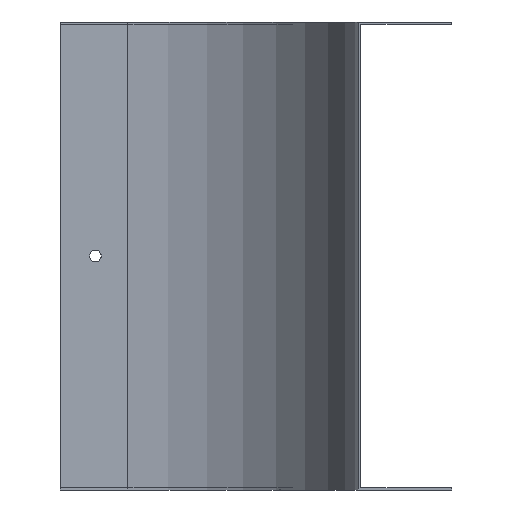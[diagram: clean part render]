
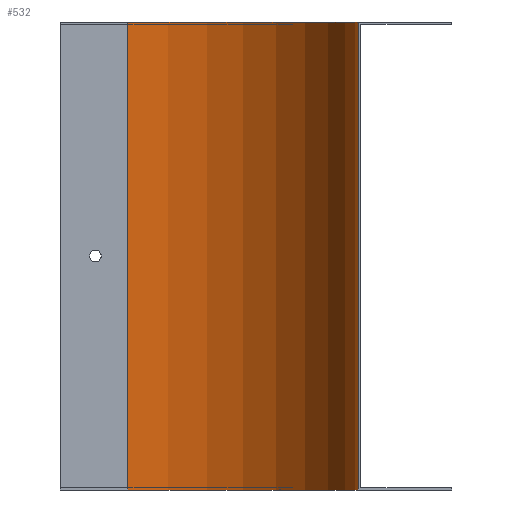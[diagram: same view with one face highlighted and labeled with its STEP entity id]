
A CAD part, left-side view. The second image highlights one B-rep face of the part: STEP entity #532.
In plain terms, the highlighted cylindrical face has radius 99 mm (diameter 198 mm), a partial arc.
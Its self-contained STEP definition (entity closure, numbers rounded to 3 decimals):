
#71 = AXIS2_PLACEMENT_3D ( 'NONE', #1038, #1037, #1036 ) ;
#91 = AXIS2_PLACEMENT_3D ( 'NONE', #1961, #1959, #1956 ) ;
#135 = EDGE_CURVE ( 'NONE', #406, #400, #748, .T. ) ;
#186 = EDGE_CURVE ( 'NONE', #999, #400, #1049, .T. ) ;
#235 = EDGE_CURVE ( 'NONE', #967, #406, #1101, .T. ) ;
#285 = EDGE_CURVE ( 'NONE', #967, #999, #1193, .T. ) ;
#327 = AXIS2_PLACEMENT_3D ( 'NONE', #1739, #1738, #1733 ) ;
#400 = VERTEX_POINT ( 'NONE', #1682 ) ;
#406 = VERTEX_POINT ( 'NONE', #1674 ) ;
#532 = ADVANCED_FACE ( 'NONE', ( #1209 ), #1219, .F. ) ;
#675 = EDGE_LOOP ( 'NONE', ( #1008, #1002, #1003, #1584 ) ) ;
#748 = LINE ( 'NONE', #1486, #752 ) ;
#752 = VECTOR ( 'NONE', #1499, 1000. ) ;
#967 = VERTEX_POINT ( 'NONE', #1778 ) ;
#999 = VERTEX_POINT ( 'NONE', #1809 ) ;
#1002 = ORIENTED_EDGE ( 'NONE', *, *, #135, .F. ) ;
#1003 = ORIENTED_EDGE ( 'NONE', *, *, #235, .F. ) ;
#1008 = ORIENTED_EDGE ( 'NONE', *, *, #186, .T. ) ;
#1036 = DIRECTION ( 'NONE',  ( -1., 0., 0. ) ) ;
#1037 = DIRECTION ( 'NONE',  ( 0., 0., 1. ) ) ;
#1038 = CARTESIAN_POINT ( 'NONE',  ( -140., 139., -200. ) ) ;
#1049 = CIRCLE ( 'NONE', #91, 99. ) ;
#1101 = CIRCLE ( 'NONE', #71, 99. ) ;
#1193 = LINE ( 'NONE', #1726, #1196 ) ;
#1196 = VECTOR ( 'NONE', #1725, 1000. ) ;
#1209 = FACE_OUTER_BOUND ( 'NONE', #675, .T. ) ;
#1219 = CYLINDRICAL_SURFACE ( 'NONE', #327, 99. ) ;
#1486 = CARTESIAN_POINT ( 'NONE',  ( -41., 139., -200. ) ) ;
#1499 = DIRECTION ( 'NONE',  ( 0., 0., 1. ) ) ;
#1584 = ORIENTED_EDGE ( 'NONE', *, *, #285, .T. ) ;
#1674 = CARTESIAN_POINT ( 'NONE',  ( -41., 139., -200. ) ) ;
#1682 = CARTESIAN_POINT ( 'NONE',  ( -41., 139., 1. ) ) ;
#1725 = DIRECTION ( 'NONE',  ( 0., 0., 1. ) ) ;
#1726 = CARTESIAN_POINT ( 'NONE',  ( -140., 40., -200. ) ) ;
#1733 = DIRECTION ( 'NONE',  ( 1., 0., 0. ) ) ;
#1738 = DIRECTION ( 'NONE',  ( 0., 0., 1. ) ) ;
#1739 = CARTESIAN_POINT ( 'NONE',  ( -140., 139., -200. ) ) ;
#1778 = CARTESIAN_POINT ( 'NONE',  ( -140., 40., -200. ) ) ;
#1809 = CARTESIAN_POINT ( 'NONE',  ( -140., 40., 1. ) ) ;
#1956 = DIRECTION ( 'NONE',  ( -1., 0., 0. ) ) ;
#1959 = DIRECTION ( 'NONE',  ( 0., 0., 1. ) ) ;
#1961 = CARTESIAN_POINT ( 'NONE',  ( -140., 139., 1. ) ) ;
